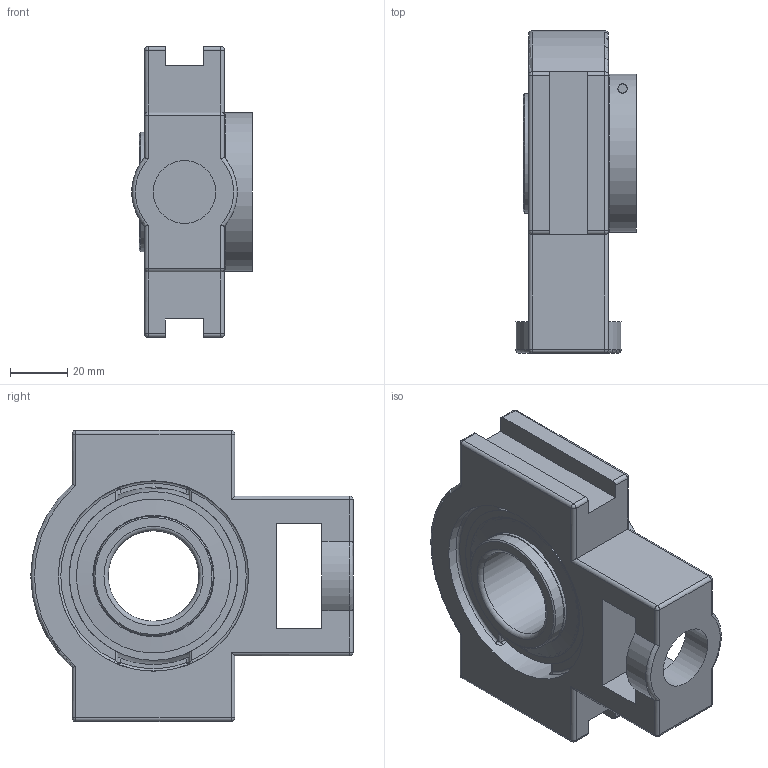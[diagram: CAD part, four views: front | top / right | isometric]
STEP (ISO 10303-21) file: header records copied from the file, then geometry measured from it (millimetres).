
FILE_DESCRIPTION(/* description */ ('Alibre Inc.'),/* implementation_level */ '2;1');
FILE_NAME(/* name */ 'export-C52F0D61-CE80-4D2F-BC1B-BBC7C9BC3382',/* time_stamp */ '2020-05-18T09:29:08-07:00',/* author */ (''),/* organization */ (''),/* preprocessor_version */ 'ST-DEVELOPER v17',/* originating_system */ 'Alibre',/* authorisation */ '');
FILE_SCHEMA (('CONFIG_CONTROL_DESIGN'));
Length unit declared in the file: inch
Bounding box: 42.14 x 113 x 102 mm (x, y, z)
Volume: 175135.1 mm3; surface area: 62726 mm2
Topology: 16 solids, 16 shells, 231 faces, 588 edges, 358 vertices
Faces by surface type: plane 80, cylinder 79, sphere 28, torus 24, cone 16, bspline 4
Full cylindrical faces by diameter (mm): 3.242 x2, 4 x1, 7 x1, 8.25 x1, 22 x1, 31.75 x1, 42 x4, 42.508 x2, 52 x2, 54 x2, 66.752 x2, 70.35 x1
Entity records: 7855 total; most frequent: CARTESIAN_POINT 2323, ORIENTED_EDGE 978, DIRECTION 887, EDGE_CURVE 489, AXIS2_PLACEMENT_3D 371, VERTEX_POINT 326, FACE_BOUND 271, EDGE_LOOP 262
